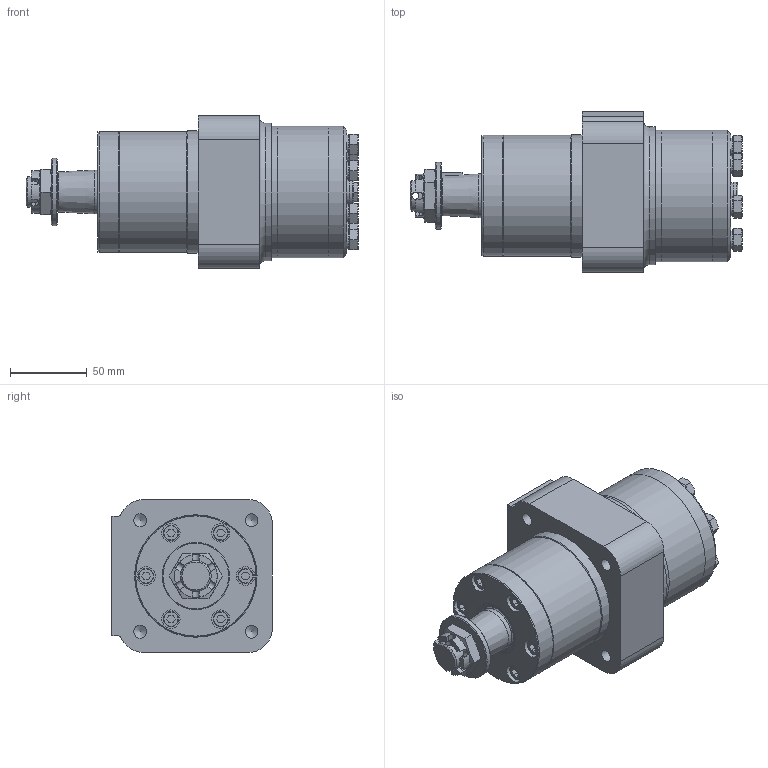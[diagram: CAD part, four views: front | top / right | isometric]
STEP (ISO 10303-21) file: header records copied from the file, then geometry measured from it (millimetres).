
FILE_DESCRIPTION( ( 'STEP AP214' ), '1' );
FILE_NAME( 'MPWN250KD.stp', '2019-11-12T08:28:13', ( '' ), ( '' ), ' ', 'PARTsolutions', ' ' );
FILE_SCHEMA( ( 'AUTOMOTIVE_DESIGN { 1 0 10303 214 1 1 1 1 }' ) );
Length unit declared in the file: millimetre
Products named in the file (6): MPWN250KD; _MPWKBO; _MPKWSH; _MPVP; _MP250D; _MP
Assembly tree (5 placements, depth 2):
  MPWN250KD
    _MPWKBO
    _MPKWSH
    _MPVP
    _MP250D
    _MP
Bounding box: 216.93 x 105 x 100 mm (x, y, z)
Volume: 1077092.8 mm3; surface area: 126461.3 mm2
Topology: 5 solids, 6 shells, 372 faces, 832 edges, 516 vertices
Faces by surface type: plane 226, cone 70, cylinder 66, torus 10
Full cylindrical faces by diameter (mm): 2 x2, 4.5 x1, 7 x1, 8.376 x4, 10 x6, 11.9 x7, 12 x6, 13 x7, 17 x1, 18 x1, 18.631 x2, 20 x1, 28 x1, 28.56 x1, 29 x1, 32.6 x1, 35 x2, 44 x1, 79 x2, 80 x1, 86 x3, 90 x1
Entity records: 13437 total; most frequent: CARTESIAN_POINT 2667, DIRECTION 1584, ORIENTED_EDGE 1436, EDGE_CURVE 718, AXIS2_PLACEMENT_3D 611, EDGE_LOOP 503, VERTEX_POINT 495, FACE_OUTER_BOUND 435
